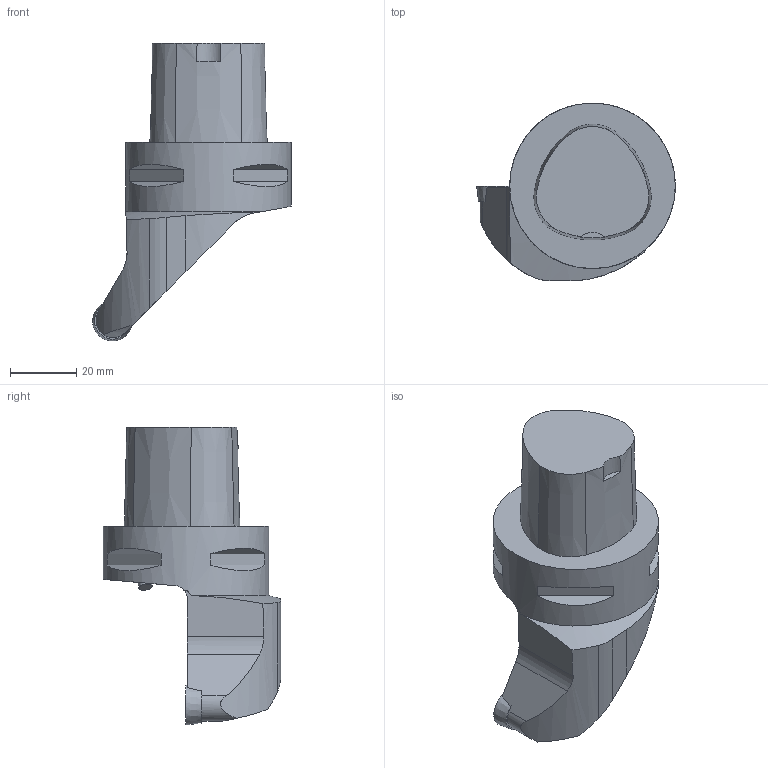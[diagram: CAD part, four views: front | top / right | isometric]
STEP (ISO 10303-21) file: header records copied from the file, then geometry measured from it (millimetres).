
FILE_DESCRIPTION(/* description */ (''),/* implementation_level */ '2;1');
FILE_NAME(/* name */ 'assy.stp',/* time_stamp */ '2018-10-11T15:37:05+02:00',/* author */ (''),/* organization */ ('SMS'),/* preprocessor_version */ 'ST-DEVELOPER v15',/* originating_system */ 'SIEMENS PLM Software NX 8.5',/* authorisation */ '');
FILE_SCHEMA (('AUTOMOTIVE_DESIGN { 1 0 10303 214 3 1 1 1 }'));
Length unit declared in the file: millimetre
Products named in the file (4): ASSEMBLY_CONSTRUCTION; NOCUT; CUT; ASSY
Assembly tree (3 placements, depth 2):
  ASSY
    CUT
    NOCUT
    ASSEMBLY_CONSTRUCTION
Bounding box: 59.98 x 53.64 x 89.98 mm (x, y, z)
Volume: 83878.2 mm3; surface area: 14098.1 mm2
Topology: 2 solids, 2 shells, 57 faces, 135 edges, 95 vertices
Faces by surface type: plane 28, cylinder 14, cone 11, torus 4
Full cylindrical faces by diameter (mm): 4 x1, 4.4 x2, 50 x1
Entity records: 1809 total; most frequent: CARTESIAN_POINT 362, DIRECTION 296, ORIENTED_EDGE 240, AXIS2_PLACEMENT_3D 127, EDGE_CURVE 120, VERTEX_POINT 85, EDGE_LOOP 77, ADVANCED_FACE 57
